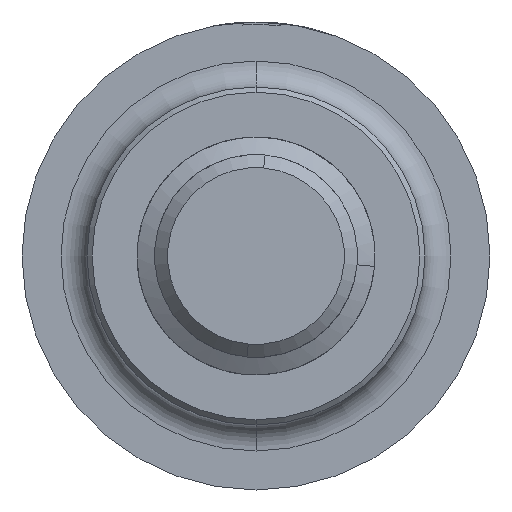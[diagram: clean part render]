
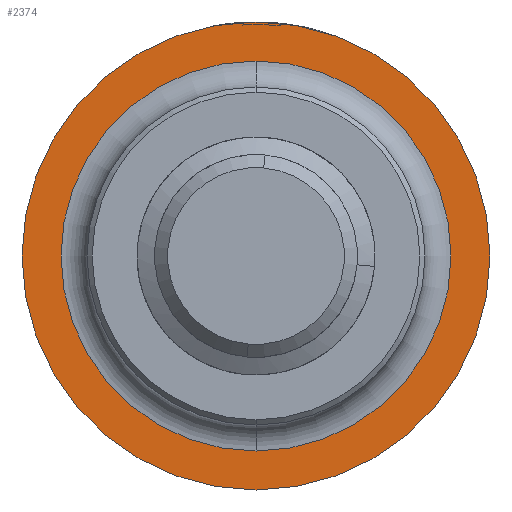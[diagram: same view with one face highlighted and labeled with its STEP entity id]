
A CAD part, front view. The second image highlights one B-rep face of the part: STEP entity #2374.
In plain terms, the highlighted planar face has unit normal (0, -1, 0).
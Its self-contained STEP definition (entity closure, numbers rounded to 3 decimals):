
#307 = CIRCLE ( 'NONE', #3238, 9. ) ;
#636 = AXIS2_PLACEMENT_3D ( 'NONE', #2700, #3711, #4854 ) ;
#753 = VERTEX_POINT ( 'NONE', #857 ) ;
#857 = CARTESIAN_POINT ( 'NONE',  ( 0., 12.42, 9. ) ) ;
#886 = CARTESIAN_POINT ( 'NONE',  ( 0., 12.42, -9. ) ) ;
#958 = DIRECTION ( 'NONE',  ( 0., 0., -1. ) ) ;
#975 = ORIENTED_EDGE ( 'NONE', *, *, #4395, .T. ) ;
#998 = EDGE_CURVE ( 'NONE', #5674, #3405, #5732, .T. ) ;
#1175 = CARTESIAN_POINT ( 'NONE',  ( 0., 12.42, 0. ) ) ;
#1298 = CARTESIAN_POINT ( 'NONE',  ( 7.5, 12.42, 0. ) ) ;
#1382 = FACE_OUTER_BOUND ( 'NONE', #6081, .T. ) ;
#1807 = ORIENTED_EDGE ( 'NONE', *, *, #4944, .T. ) ;
#1865 = DIRECTION ( 'NONE',  ( 0., 0., -1. ) ) ;
#2010 = CARTESIAN_POINT ( 'NONE',  ( 0., 12.42, 0. ) ) ;
#2374 = ADVANCED_FACE ( 'NONE', ( #1382, #5075 ), #6113, .T. ) ;
#2700 = CARTESIAN_POINT ( 'NONE',  ( 0., 12.42, 0. ) ) ;
#2850 = AXIS2_PLACEMENT_3D ( 'NONE', #1175, #3316, #6543 ) ;
#2905 = AXIS2_PLACEMENT_3D ( 'NONE', #5087, #3960, #1865 ) ;
#3106 = DIRECTION ( 'NONE',  ( 0., -1., 0. ) ) ;
#3132 = CIRCLE ( 'NONE', #2850, 9. ) ;
#3212 = CIRCLE ( 'NONE', #2905, 7.5 ) ;
#3238 = AXIS2_PLACEMENT_3D ( 'NONE', #2010, #3106, #958 ) ;
#3316 = DIRECTION ( 'NONE',  ( 0., -1., 0. ) ) ;
#3405 = VERTEX_POINT ( 'NONE', #3575 ) ;
#3499 = VERTEX_POINT ( 'NONE', #886 ) ;
#3575 = CARTESIAN_POINT ( 'NONE',  ( 0., 12.42, 7.5 ) ) ;
#3711 = DIRECTION ( 'NONE',  ( 0., -1., 0. ) ) ;
#3960 = DIRECTION ( 'NONE',  ( 0., -1., 0. ) ) ;
#4016 = ORIENTED_EDGE ( 'NONE', *, *, #5626, .F. ) ;
#4116 = ORIENTED_EDGE ( 'NONE', *, *, #998, .F. ) ;
#4395 = EDGE_CURVE ( 'NONE', #753, #3499, #307, .T. ) ;
#4499 = CARTESIAN_POINT ( 'NONE',  ( 0., 12.42, -7.5 ) ) ;
#4570 = DIRECTION ( 'NONE',  ( 0., -1., 0. ) ) ;
#4582 = EDGE_LOOP ( 'NONE', ( #4116, #4016 ) ) ;
#4854 = DIRECTION ( 'NONE',  ( 0., 0., -1. ) ) ;
#4944 = EDGE_CURVE ( 'NONE', #3499, #753, #3132, .T. ) ;
#5051 = DIRECTION ( 'NONE',  ( 0., 0., -1. ) ) ;
#5057 = AXIS2_PLACEMENT_3D ( 'NONE', #1298, #4570, #5051 ) ;
#5075 = FACE_BOUND ( 'NONE', #4582, .T. ) ;
#5087 = CARTESIAN_POINT ( 'NONE',  ( 0., 12.42, 0. ) ) ;
#5626 = EDGE_CURVE ( 'NONE', #3405, #5674, #3212, .T. ) ;
#5674 = VERTEX_POINT ( 'NONE', #4499 ) ;
#5732 = CIRCLE ( 'NONE', #636, 7.5 ) ;
#6081 = EDGE_LOOP ( 'NONE', ( #1807, #975 ) ) ;
#6113 = PLANE ( 'NONE',  #5057 ) ;
#6543 = DIRECTION ( 'NONE',  ( 0., 0., -1. ) ) ;
